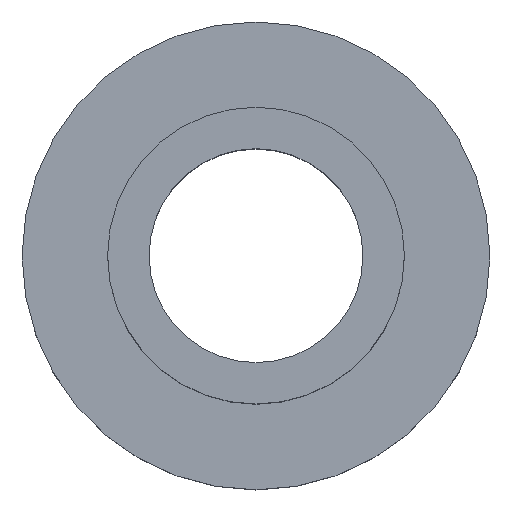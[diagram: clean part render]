
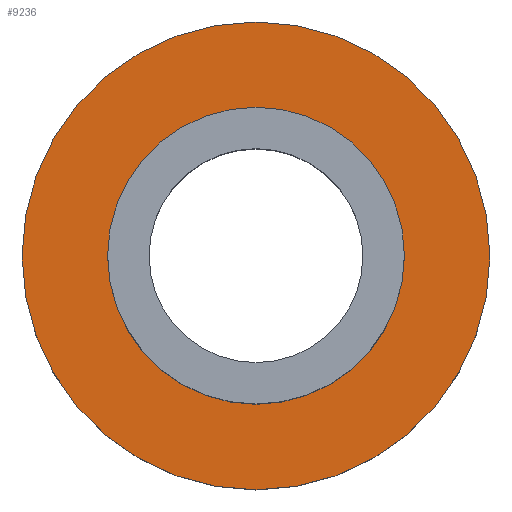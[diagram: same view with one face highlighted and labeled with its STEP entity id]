
A CAD part, top view. The second image highlights one B-rep face of the part: STEP entity #9236.
In plain terms, the highlighted planar face has unit normal (0, 0, 1).
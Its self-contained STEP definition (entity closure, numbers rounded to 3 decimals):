
#51 = DIRECTION ( 'NONE',  ( 1., 0., 0. ) ) ;
#404 = ORIENTED_EDGE ( 'NONE', *, *, #9567, .F. ) ;
#534 = AXIS2_PLACEMENT_3D ( 'NONE', #10139, #613, #13309 ) ;
#613 = DIRECTION ( 'NONE',  ( 0., 0., 1. ) ) ;
#983 = DIRECTION ( 'NONE',  ( 1., 0., 0. ) ) ;
#1616 = CARTESIAN_POINT ( 'NONE',  ( -8.75, 0., 3.2 ) ) ;
#2325 = VERTEX_POINT ( 'NONE', #12693 ) ;
#2682 = CARTESIAN_POINT ( 'NONE',  ( 0., 0., 3.2 ) ) ;
#2763 = VERTEX_POINT ( 'NONE', #7613 ) ;
#2957 = VERTEX_POINT ( 'NONE', #1616 ) ;
#2974 = DIRECTION ( 'NONE',  ( 0., 0., 1. ) ) ;
#3756 = EDGE_LOOP ( 'NONE', ( #404, #13117 ) ) ;
#4038 = CIRCLE ( 'NONE', #8272, 5.55 ) ;
#4640 = EDGE_CURVE ( 'NONE', #2957, #13642, #9152, .T. ) ;
#4883 = ORIENTED_EDGE ( 'NONE', *, *, #4640, .T. ) ;
#4966 = AXIS2_PLACEMENT_3D ( 'NONE', #5207, #12740, #10549 ) ;
#4989 = CARTESIAN_POINT ( 'NONE',  ( 0., 0., 3.2 ) ) ;
#5207 = CARTESIAN_POINT ( 'NONE',  ( 0., 0., 3.2 ) ) ;
#5255 = PLANE ( 'NONE',  #4966 ) ;
#5483 = CIRCLE ( 'NONE', #534, 8.75 ) ;
#5577 = FACE_BOUND ( 'NONE', #3756, .T. ) ;
#6354 = DIRECTION ( 'NONE',  ( 0., 0., 1. ) ) ;
#7613 = CARTESIAN_POINT ( 'NONE',  ( 5.55, 0., 3.2 ) ) ;
#8132 = DIRECTION ( 'NONE',  ( 1., 0., 0. ) ) ;
#8272 = AXIS2_PLACEMENT_3D ( 'NONE', #2682, #10356, #8132 ) ;
#8404 = EDGE_LOOP ( 'NONE', ( #4883, #12165 ) ) ;
#9152 = CIRCLE ( 'NONE', #10696, 8.75 ) ;
#9236 = ADVANCED_FACE ( 'NONE', ( #5577, #11105 ), #5255, .T. ) ;
#9466 = CIRCLE ( 'NONE', #10509, 5.55 ) ;
#9567 = EDGE_CURVE ( 'NONE', #2325, #2763, #4038, .T. ) ;
#10139 = CARTESIAN_POINT ( 'NONE',  ( 0., 0., 3.2 ) ) ;
#10356 = DIRECTION ( 'NONE',  ( 0., 0., 1. ) ) ;
#10509 = AXIS2_PLACEMENT_3D ( 'NONE', #12750, #6354, #51 ) ;
#10549 = DIRECTION ( 'NONE',  ( 1., 0., 0. ) ) ;
#10696 = AXIS2_PLACEMENT_3D ( 'NONE', #4989, #2974, #983 ) ;
#10745 = CARTESIAN_POINT ( 'NONE',  ( 8.75, 0., 3.2 ) ) ;
#11105 = FACE_OUTER_BOUND ( 'NONE', #8404, .T. ) ;
#12165 = ORIENTED_EDGE ( 'NONE', *, *, #12634, .T. ) ;
#12634 = EDGE_CURVE ( 'NONE', #13642, #2957, #5483, .T. ) ;
#12693 = CARTESIAN_POINT ( 'NONE',  ( -5.55, 0., 3.2 ) ) ;
#12740 = DIRECTION ( 'NONE',  ( 0., 0., 1. ) ) ;
#12750 = CARTESIAN_POINT ( 'NONE',  ( 0., 0., 3.2 ) ) ;
#13117 = ORIENTED_EDGE ( 'NONE', *, *, #13598, .F. ) ;
#13309 = DIRECTION ( 'NONE',  ( 1., 0., 0. ) ) ;
#13598 = EDGE_CURVE ( 'NONE', #2763, #2325, #9466, .T. ) ;
#13642 = VERTEX_POINT ( 'NONE', #10745 ) ;
